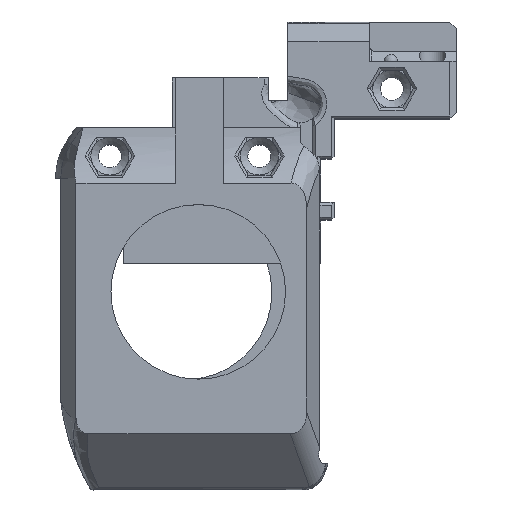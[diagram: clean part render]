
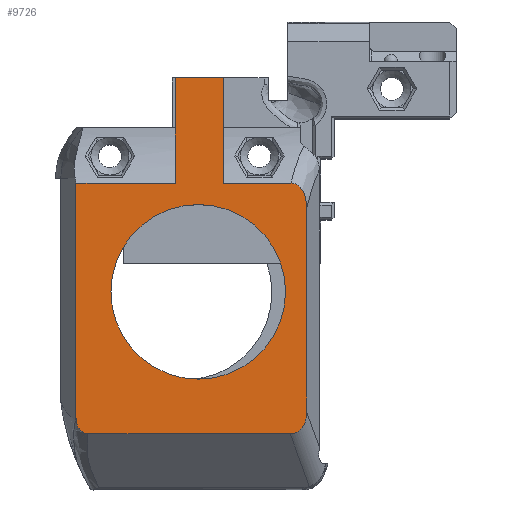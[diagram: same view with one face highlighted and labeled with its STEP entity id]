
A CAD part, top view. The second image highlights one B-rep face of the part: STEP entity #9726.
In plain terms, the highlighted face is planar.
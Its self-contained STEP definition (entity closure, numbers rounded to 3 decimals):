
#318=FACE_BOUND('',#2957,.T.);
#382=ELLIPSE('',#10295,4.381,3.);
#426=B_SPLINE_CURVE_WITH_KNOTS('',3,(#13394,#13395,#13396,#13397,#13398,
#13399,#13400,#13401,#13402,#13403,#13404,#13405),.UNSPECIFIED.,.F.,.F.,
(4,2,2,2,2,4),(0.,0.084,0.146,0.193,
0.223,0.251),.UNSPECIFIED.);
#427=B_SPLINE_CURVE_WITH_KNOTS('',3,(#13413,#13414,#13415,#13416,#13417,
#13418,#13419,#13420,#13421,#13422,#13423,#13424),.UNSPECIFIED.,.F.,.F.,
(4,2,2,2,2,4),(0.,0.127,0.245,
0.363,0.456,0.542),.UNSPECIFIED.);
#806=LINE('',#13390,#1606);
#807=LINE('',#13392,#1607);
#808=LINE('',#13407,#1608);
#809=LINE('',#13411,#1609);
#810=LINE('',#13426,#1610);
#811=LINE('',#13428,#1611);
#812=LINE('',#13430,#1612);
#813=LINE('',#13431,#1613);
#1606=VECTOR('',#11064,1000.);
#1607=VECTOR('',#11065,1000.);
#1608=VECTOR('',#11066,1000.);
#1609=VECTOR('',#11069,1000.);
#1610=VECTOR('',#11070,1000.);
#1611=VECTOR('',#11071,10.);
#1612=VECTOR('',#11072,10.);
#1613=VECTOR('',#11073,10.);
#2407=FACE_OUTER_BOUND('',#2956,.T.);
#2956=EDGE_LOOP('',(#6395,#6396,#6397,#6398,#6399,#6400,#6401,#6402,#6403,
#6404,#6405));
#2957=EDGE_LOOP('',(#6406));
#3569=CIRCLE('',#10296,12.85);
#3866=VERTEX_POINT('',#13388);
#3867=VERTEX_POINT('',#13389);
#3868=VERTEX_POINT('',#13391);
#3869=VERTEX_POINT('',#13393);
#3870=VERTEX_POINT('',#13406);
#3871=VERTEX_POINT('',#13408);
#3872=VERTEX_POINT('',#13410);
#3873=VERTEX_POINT('',#13412);
#3874=VERTEX_POINT('',#13425);
#3875=VERTEX_POINT('',#13427);
#3876=VERTEX_POINT('',#13429);
#3877=VERTEX_POINT('',#13432);
#4863=EDGE_CURVE('',#3866,#3867,#806,.T.);
#4864=EDGE_CURVE('',#3866,#3868,#807,.T.);
#4865=EDGE_CURVE('',#3868,#3869,#426,.T.);
#4866=EDGE_CURVE('',#3870,#3869,#808,.T.);
#4867=EDGE_CURVE('',#3870,#3871,#382,.T.);
#4868=EDGE_CURVE('',#3871,#3872,#809,.T.);
#4869=EDGE_CURVE('',#3872,#3873,#427,.T.);
#4870=EDGE_CURVE('',#3874,#3873,#810,.T.);
#4871=EDGE_CURVE('',#3875,#3874,#811,.T.);
#4872=EDGE_CURVE('',#3876,#3875,#812,.T.);
#4873=EDGE_CURVE('',#3876,#3867,#813,.T.);
#4874=EDGE_CURVE('',#3877,#3877,#3569,.T.);
#6395=ORIENTED_EDGE('',*,*,#4863,.F.);
#6396=ORIENTED_EDGE('',*,*,#4864,.T.);
#6397=ORIENTED_EDGE('',*,*,#4865,.T.);
#6398=ORIENTED_EDGE('',*,*,#4866,.F.);
#6399=ORIENTED_EDGE('',*,*,#4867,.T.);
#6400=ORIENTED_EDGE('',*,*,#4868,.T.);
#6401=ORIENTED_EDGE('',*,*,#4869,.T.);
#6402=ORIENTED_EDGE('',*,*,#4870,.F.);
#6403=ORIENTED_EDGE('',*,*,#4871,.F.);
#6404=ORIENTED_EDGE('',*,*,#4872,.F.);
#6405=ORIENTED_EDGE('',*,*,#4873,.T.);
#6406=ORIENTED_EDGE('',*,*,#4874,.F.);
#9459=PLANE('',#10294);
#9726=ADVANCED_FACE('',(#2407,#318),#9459,.F.);
#10294=AXIS2_PLACEMENT_3D('',#13387,#11062,#11063);
#10295=AXIS2_PLACEMENT_3D('',#13409,#11067,#11068);
#10296=AXIS2_PLACEMENT_3D('',#13433,#11074,#11075);
#11062=DIRECTION('center_axis',(1.,0.,0.));
#11063=DIRECTION('ref_axis',(0.,0.,-1.));
#11064=DIRECTION('',(0.,0.,1.));
#11065=DIRECTION('',(0.,-1.,0.));
#11066=DIRECTION('',(0.,0.,-1.));
#11067=DIRECTION('center_axis',(-1.,0.,0.));
#11068=DIRECTION('ref_axis',(0.,0.94,-0.342));
#11069=DIRECTION('',(0.,1.,0.));
#11070=DIRECTION('',(0.,0.,1.));
#11071=DIRECTION('',(0.,-1.,0.));
#11072=DIRECTION('',(0.,0.,1.));
#11073=DIRECTION('',(0.,-1.,0.));
#11074=DIRECTION('center_axis',(-1.,0.,0.));
#11075=DIRECTION('ref_axis',(0.,0.,1.));
#13387=CARTESIAN_POINT('Origin',(-26.5,35.,-5.));
#13388=CARTESIAN_POINT('',(-26.5,25.5,-33.));
#13389=CARTESIAN_POINT('',(-26.5,25.5,-18.35));
#13390=CARTESIAN_POINT('',(-26.5,25.5,-36.));
#13391=CARTESIAN_POINT('',(-26.5,-8.964,-33.));
#13392=CARTESIAN_POINT('',(-26.5,-20.,-33.));
#13393=CARTESIAN_POINT('',(-26.5,-11.4,-31.234));
#13394=CARTESIAN_POINT('Ctrl Pts',(-26.5,-8.964,-33.));
#13395=CARTESIAN_POINT('Ctrl Pts',(-26.5,-9.242,-33.));
#13396=CARTESIAN_POINT('Ctrl Pts',(-26.5,-9.523,-32.97));
#13397=CARTESIAN_POINT('Ctrl Pts',(-26.5,-9.994,-32.856));
#13398=CARTESIAN_POINT('Ctrl Pts',(-26.5,-10.277,
-32.768));
#13399=CARTESIAN_POINT('Ctrl Pts',(-26.5,-10.774,
-32.464));
#13400=CARTESIAN_POINT('Ctrl Pts',(-26.5,-10.966,
-32.297));
#13401=CARTESIAN_POINT('Ctrl Pts',(-26.5,-11.208,
-31.964));
#13402=CARTESIAN_POINT('Ctrl Pts',(-26.5,-11.282,-31.822));
#13403=CARTESIAN_POINT('Ctrl Pts',(-26.5,-11.377,-31.528));
#13404=CARTESIAN_POINT('Ctrl Pts',(-26.5,-11.4,-31.382));
#13405=CARTESIAN_POINT('Ctrl Pts',(-26.5,-11.4,-31.234));
#13406=CARTESIAN_POINT('',(-26.5,-11.4,-1.461));
#13407=CARTESIAN_POINT('',(-26.5,-11.4,22.));
#13408=CARTESIAN_POINT('',(-26.5,-8.183,0.96));
#13409=CARTESIAN_POINT('Origin',(-26.5,-7.157,-2.233));
#13410=CARTESIAN_POINT('',(-26.5,21.719,0.96));
#13411=CARTESIAN_POINT('',(-26.5,-20.,0.96));
#13412=CARTESIAN_POINT('',(-26.5,25.5,-1.369));
#13413=CARTESIAN_POINT('Ctrl Pts',(-26.5,21.719,0.96));
#13414=CARTESIAN_POINT('Ctrl Pts',(-26.5,22.142,0.96));
#13415=CARTESIAN_POINT('Ctrl Pts',(-26.5,22.571,0.931));
#13416=CARTESIAN_POINT('Ctrl Pts',(-26.5,23.375,0.792));
#13417=CARTESIAN_POINT('Ctrl Pts',(-26.5,23.764,0.684));
#13418=CARTESIAN_POINT('Ctrl Pts',(-26.5,24.477,0.353));
#13419=CARTESIAN_POINT('Ctrl Pts',(-26.5,24.761,0.15));
#13420=CARTESIAN_POINT('Ctrl Pts',(-26.5,25.147,-0.262));
#13421=CARTESIAN_POINT('Ctrl Pts',(-26.5,25.283,-0.468));
#13422=CARTESIAN_POINT('Ctrl Pts',(-26.5,25.458,-0.913));
#13423=CARTESIAN_POINT('Ctrl Pts',(-26.5,25.5,-1.138));
#13424=CARTESIAN_POINT('Ctrl Pts',(-26.5,25.5,-1.369));
#13425=CARTESIAN_POINT('',(-26.5,25.5,-11.35));
#13426=CARTESIAN_POINT('',(-26.5,25.5,-36.));
#13427=CARTESIAN_POINT('',(-26.5,41.,-11.35));
#13428=CARTESIAN_POINT('',(-26.5,41.,-11.35));
#13429=CARTESIAN_POINT('',(-26.5,41.,-18.35));
#13430=CARTESIAN_POINT('',(-26.5,41.,-18.35));
#13431=CARTESIAN_POINT('',(-26.5,41.,-18.35));
#13432=CARTESIAN_POINT('',(-26.5,9.5,-27.85));
#13433=CARTESIAN_POINT('Origin',(-26.5,9.5,-15.));
